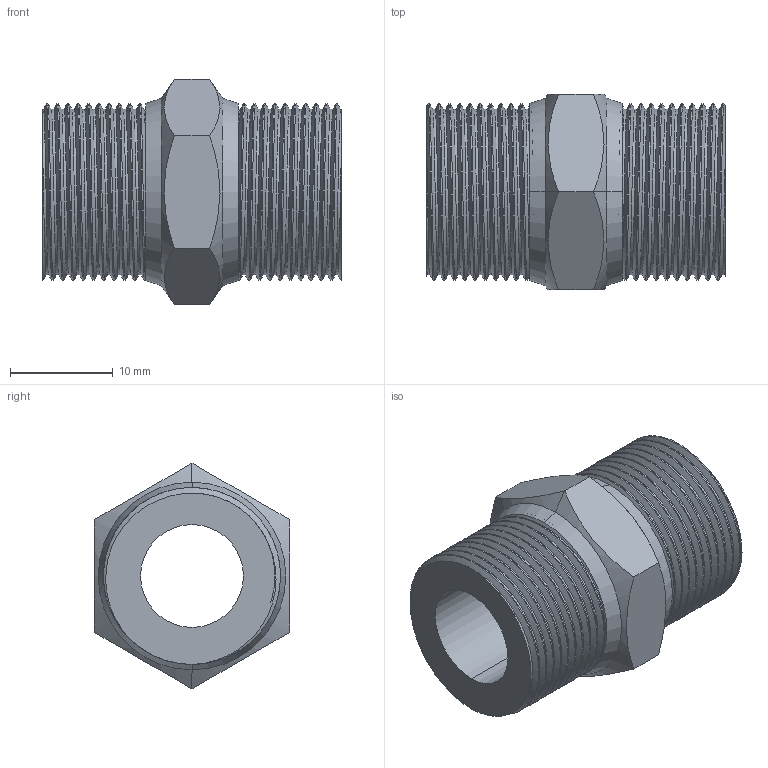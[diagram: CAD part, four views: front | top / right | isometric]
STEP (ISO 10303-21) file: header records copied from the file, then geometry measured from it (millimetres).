
FILE_DESCRIPTION (( 'STEP AP203' ), '1' );
FILE_NAME ('3D_R-207-ZK_3-8_17142620.STEP', '2024-08-20T09:28:52', ( '' ), ( '' ), 'SwSTEP 2.0', 'SolidWorks 2024', '' );
FILE_SCHEMA (( 'CONFIG_CONTROL_DESIGN' ));
Length unit declared in the file: millimetre
Products named in the file (1): 3D_R-207-ZK_3-8_17142620
Bounding box: 29 x 19 x 21.94 mm (x, y, z)
Volume: 4607.7 mm3; surface area: 3973.4 mm2
Topology: 2 solids, 2 shells, 74 faces, 194 edges, 124 vertices
Faces by surface type: cylinder 46, plane 12, cone 8, bspline 8
Entity records: 7431 total; most frequent: CARTESIAN_POINT 5841, ORIENTED_EDGE 388, DIRECTION 244, EDGE_CURVE 194, VERTEX_POINT 124, AXIS2_PLACEMENT_3D 89, EDGE_LOOP 78, FACE_OUTER_BOUND 74
